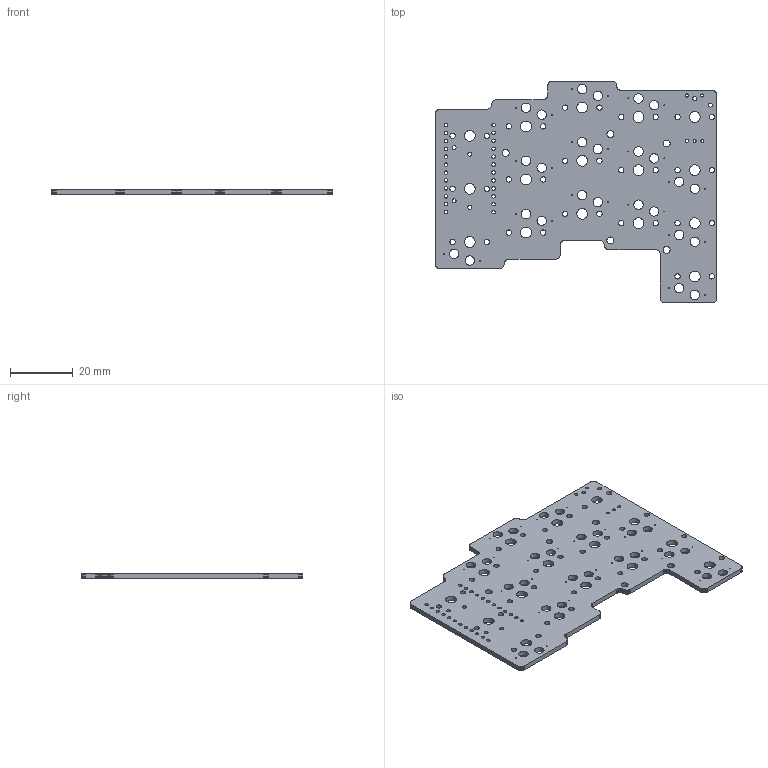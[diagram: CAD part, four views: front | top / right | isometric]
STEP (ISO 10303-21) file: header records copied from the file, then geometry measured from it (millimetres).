
FILE_DESCRIPTION(('KiCad electronic assembly'),'2;1');
FILE_NAME('right.step','2023-08-01T13:23:47',('Pcbnew'),('Kicad'), 'Open CASCADE STEP processor 7.7','KiCad to STEP converter','Unknown' );
FILE_SCHEMA(('AUTOMOTIVE_DESIGN { 1 0 10303 214 1 1 1 1 }'));
Length unit declared in the file: millimetre
Products named in the file (2): right 1; right PCB
Assembly tree (1 placements, depth 2):
  right 1
    right PCB
Bounding box: 90 x 71 x 1.6 mm (x, y, z)
Volume: 7172.6 mm3; surface area: 10722.6 mm2
Topology: 1 solids, 1 shells, 340 faces, 1014 edges, 676 vertices
Faces by surface type: plane 200, cylinder 140
Full cylindrical faces by diameter (mm): 0.3 x26, 1 x5, 1.092 x24, 1.27 x6, 1.702 x32, 2.2 x5, 3 x26, 3.429 x16
Entity records: 26087 total; most frequent: CARTESIAN_POINT 5740, DIRECTION 3726, LINE 2482, VECTOR 2482, ORIENTED_EDGE 2028, PCURVE 2028, DEFINITIONAL_REPRESENTATION 2028, EDGE_CURVE 1014
